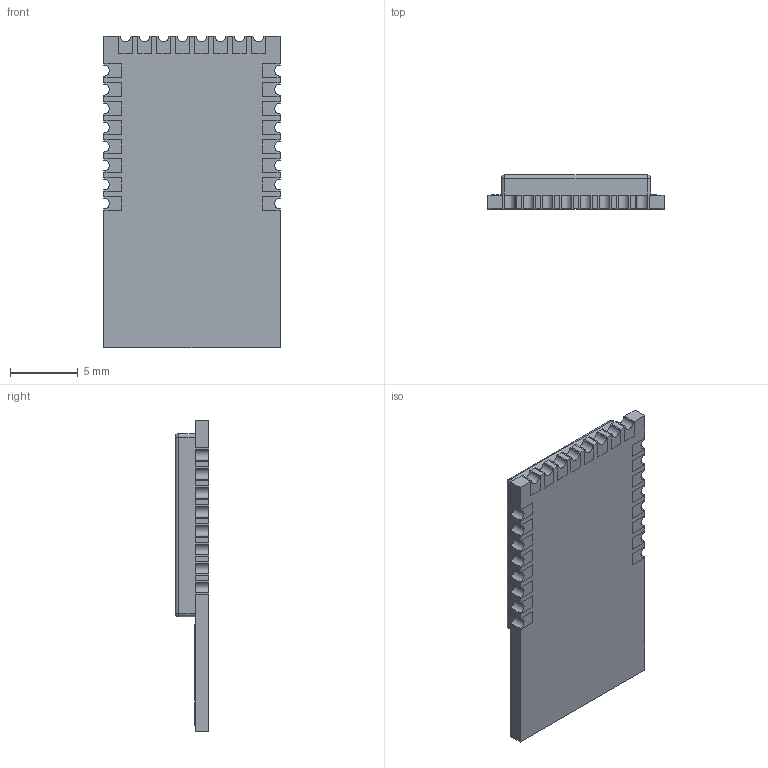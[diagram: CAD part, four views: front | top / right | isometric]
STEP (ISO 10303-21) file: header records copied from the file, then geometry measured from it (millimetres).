
FILE_DESCRIPTION(/* description */ (''),/* implementation_level */ '2;1');
FILE_NAME(/* name */ 'BU01.step',/* time_stamp */ '2024-07-02T10:33:29+05:00',/* author */ (''),/* organization */ (''),/* preprocessor_version */ 'ST-DEVELOPER v20',/* originating_system */ 'Autodesk Translation Framework v13.14.0.145',/* authorisation */ '');
FILE_SCHEMA (('AUTOMOTIVE_DESIGN { 1 0 10303 214 3 1 1 }'));
Length unit declared in the file: millimetre
Products named in the file (1): BU01
Bounding box: 13 x 2.5 x 23 mm (x, y, z)
Volume: 518 mm3; surface area: 1327.6 mm2
Topology: 27 solids, 27 shells, 328 faces, 810 edges, 536 vertices
Faces by surface type: plane 282, cylinder 40, sphere 4, bspline 2
Entity records: 9717 total; most frequent: CARTESIAN_POINT 1829, ORIENTED_EDGE 1620, DIRECTION 1540, EDGE_CURVE 810, LINE 726, VECTOR 726, VERTEX_POINT 536, AXIS2_PLACEMENT_3D 407
